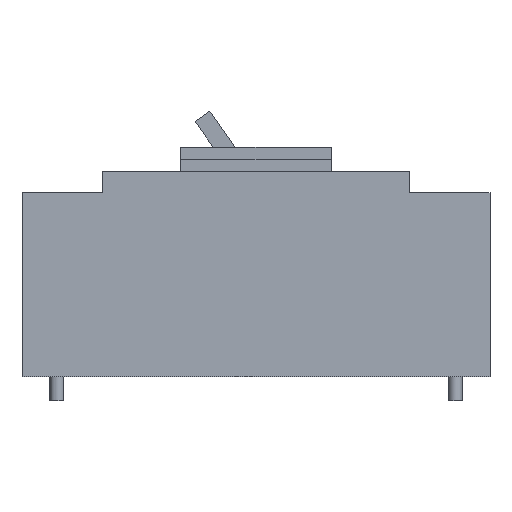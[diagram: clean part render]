
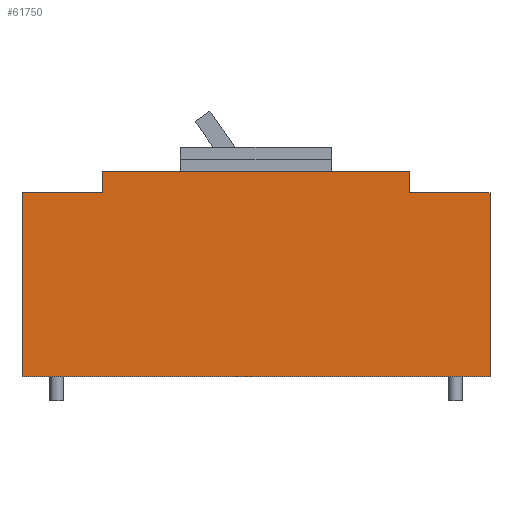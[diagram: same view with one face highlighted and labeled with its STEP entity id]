
A CAD part, left-side view. The second image highlights one B-rep face of the part: STEP entity #61750.
In plain terms, the highlighted planar face has unit normal (-1, 0, 0).
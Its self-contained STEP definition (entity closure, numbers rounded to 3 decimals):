
#30800=CARTESIAN_POINT('',(-30.022,26.5,-31.));
#30810=VERTEX_POINT('',#30800);
#30840=CARTESIAN_POINT('',(-30.022,26.5,0.)
);
#30850=DIRECTION('',(0.,0.,1.));
#30860=VECTOR('',#30850,1.);
#30870=LINE('',#30840,#30860);
#30880=CARTESIAN_POINT('',(-30.022,26.5,-24.));
#30890=VERTEX_POINT('',#30880);
#30900=EDGE_CURVE('',#30810,#30890,#30870,.T.);
#31920=CARTESIAN_POINT('',(-30.022,128.5,-24.));
#31930=VERTEX_POINT('',#31920);
#31960=CARTESIAN_POINT('',(-30.022,128.5,0.
));
#31970=DIRECTION('',(0.,0.,-1.));
#31980=VECTOR('',#31970,1.);
#31990=LINE('',#31960,#31980);
#32000=CARTESIAN_POINT('',(-30.022,128.5,-31.));
#32010=VERTEX_POINT('',#32000);
#32020=EDGE_CURVE('',#31930,#32010,#31990,.T.);
#34860=CARTESIAN_POINT('',(-30.022,155.,-31.));
#34870=VERTEX_POINT('',#34860);
#34900=CARTESIAN_POINT('',(-30.022,155.,0.)
);
#34910=DIRECTION('',(0.,0.,-1.));
#34920=VECTOR('',#34910,1.);
#34930=LINE('',#34900,#34920);
#34940=CARTESIAN_POINT('',(-30.022,155.,-92.));
#34950=VERTEX_POINT('',#34940);
#34960=EDGE_CURVE('',#34870,#34950,#34930,.T.);
#35630=CARTESIAN_POINT('',(-30.022,0.,-92.));
#35640=DIRECTION('',(0.,-1.,0.));
#35650=VECTOR('',#35640,1.);
#35660=LINE('',#35630,#35650);
#35670=CARTESIAN_POINT('',(-30.022,0.,-92.));
#35680=VERTEX_POINT('',#35670);
#35690=EDGE_CURVE('',#34950,#35680,#35660,.T.);
#36090=CARTESIAN_POINT('',(-30.022,0.,0.));
#36100=DIRECTION('',(0.,0.,1.));
#36110=VECTOR('',#36100,1.);
#36120=LINE('',#36090,#36110);
#36130=CARTESIAN_POINT('',(-30.022,0.,-31.));
#36140=VERTEX_POINT('',#36130);
#36150=EDGE_CURVE('',#35680,#36140,#36120,.T.);
#39410=CARTESIAN_POINT('',(-30.022,0.,-31.));
#39420=DIRECTION('',(0.,1.,0.));
#39430=VECTOR('',#39420,1.);
#39440=LINE('',#39410,#39430);
#39450=EDGE_CURVE('',#32010,#34870,#39440,.T.);
#47620=CARTESIAN_POINT('',(-30.022,0.,-31.));
#47630=DIRECTION('',(0.,1.,0.));
#47640=VECTOR('',#47630,1.);
#47650=LINE('',#47620,#47640);
#47660=EDGE_CURVE('',#36140,#30810,#47650,.T.);
#61550=CARTESIAN_POINT('',(-30.022,118.166,
0.));
#61560=DIRECTION('',(1.,-0.,0.));
#61570=DIRECTION('',(0.,0.,-1.));
#61580=AXIS2_PLACEMENT_3D('',#61550,#61560,#61570);
#61590=PLANE('',#61580);
#61600=CARTESIAN_POINT('',(-30.022,0.,-24.));
#61610=DIRECTION('',(0.,1.,0.));
#61620=VECTOR('',#61610,1.);
#61630=LINE('',#61600,#61620);
#61640=EDGE_CURVE('',#30890,#31930,#61630,.T.);
#61650=ORIENTED_EDGE('',*,*,#61640,.T.);
#61660=ORIENTED_EDGE('',*,*,#30900,.T.);
#61670=ORIENTED_EDGE('',*,*,#47660,.T.);
#61680=ORIENTED_EDGE('',*,*,#36150,.T.);
#61690=ORIENTED_EDGE('',*,*,#35690,.T.);
#61700=ORIENTED_EDGE('',*,*,#34960,.T.);
#61710=ORIENTED_EDGE('',*,*,#39450,.T.);
#61720=ORIENTED_EDGE('',*,*,#32020,.T.);
#61730=EDGE_LOOP('',(#61720,#61710,#61700,#61690,#61680,#61670,#61660,
#61650));
#61740=FACE_OUTER_BOUND('',#61730,.T.);
#61750=ADVANCED_FACE('',(#61740),#61590,.F.);
